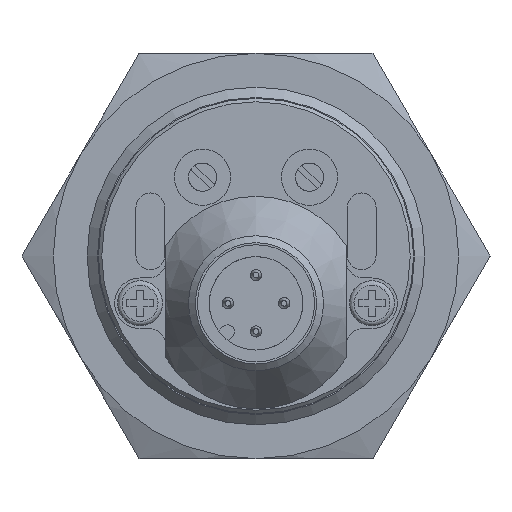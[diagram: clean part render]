
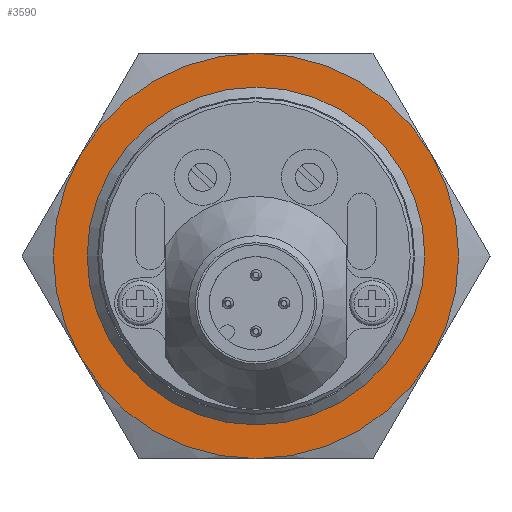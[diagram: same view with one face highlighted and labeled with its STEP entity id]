
A CAD part, left-side view. The second image highlights one B-rep face of the part: STEP entity #3590.
In plain terms, the highlighted face is planar.
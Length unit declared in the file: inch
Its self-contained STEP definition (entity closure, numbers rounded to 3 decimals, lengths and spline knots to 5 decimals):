
#26 = CARTESIAN_POINT ( 'NONE',  ( 0., 1.94882, -0.59055 ) ) ;
#198 = EDGE_LOOP ( 'NONE', ( #1363, #2704, #1193, #2139, #6624, #1260 ) ) ;
#331 = DIRECTION ( 'NONE',  ( -1., 0., 0. ) ) ;
#334 = AXIS2_PLACEMENT_3D ( 'NONE', #7022, #2219, #3792 ) ;
#617 = VERTEX_POINT ( 'NONE', #26 ) ;
#621 = CARTESIAN_POINT ( 'NONE',  ( -0.61372, 1.94882, 0.35433 ) ) ;
#957 = CIRCLE ( 'NONE', #1869, 0.70866 ) ;
#1036 = CARTESIAN_POINT ( 'NONE',  ( 0., 1.94882, 0. ) ) ;
#1073 = DIRECTION ( 'NONE',  ( -1., 0., 0. ) ) ;
#1193 = ORIENTED_EDGE ( 'NONE', *, *, #5708, .F. ) ;
#1243 = EDGE_LOOP ( 'NONE', ( #6465 ) ) ;
#1260 = ORIENTED_EDGE ( 'NONE', *, *, #2041, .F. ) ;
#1352 = DIRECTION ( 'NONE',  ( 0., 1., 0. ) ) ;
#1363 = ORIENTED_EDGE ( 'NONE', *, *, #4091, .F. ) ;
#1410 = VERTEX_POINT ( 'NONE', #3509 ) ;
#1599 = DIRECTION ( 'NONE',  ( 0., 1., 0. ) ) ;
#1869 = AXIS2_PLACEMENT_3D ( 'NONE', #2954, #4558, #4446 ) ;
#1885 = AXIS2_PLACEMENT_3D ( 'NONE', #1036, #4403, #4830 ) ;
#1897 = DIRECTION ( 'NONE',  ( 0., 1., 0. ) ) ;
#1949 = FACE_OUTER_BOUND ( 'NONE', #198, .T. ) ;
#2041 = EDGE_CURVE ( 'NONE', #5083, #1410, #5624, .T. ) ;
#2065 = DIRECTION ( 'NONE',  ( 0., 1., 0. ) ) ;
#2080 = PLANE ( 'NONE',  #4970 ) ;
#2101 = CIRCLE ( 'NONE', #4286, 0.70866 ) ;
#2139 = ORIENTED_EDGE ( 'NONE', *, *, #6352, .F. ) ;
#2219 = DIRECTION ( 'NONE',  ( 0., -1., 0. ) ) ;
#2376 = VERTEX_POINT ( 'NONE', #621 ) ;
#2459 = CARTESIAN_POINT ( 'NONE',  ( 0., 1.94882, 0. ) ) ;
#2525 = CARTESIAN_POINT ( 'NONE',  ( 0.61372, 1.94882, 0.35433 ) ) ;
#2704 = ORIENTED_EDGE ( 'NONE', *, *, #3999, .F. ) ;
#2888 = EDGE_CURVE ( 'NONE', #617, #617, #3901, .T. ) ;
#2954 = CARTESIAN_POINT ( 'NONE',  ( 0., 1.94882, 0. ) ) ;
#3091 = VERTEX_POINT ( 'NONE', #3678 ) ;
#3423 = CARTESIAN_POINT ( 'NONE',  ( 0., 1.94882, 0. ) ) ;
#3509 = CARTESIAN_POINT ( 'NONE',  ( 0., 1.94882, -0.70866 ) ) ;
#3590 = ADVANCED_FACE ( 'NONE', ( #1949, #3686 ), #2080, .F. ) ;
#3678 = CARTESIAN_POINT ( 'NONE',  ( 0., 1.94882, 0.70866 ) ) ;
#3686 = FACE_BOUND ( 'NONE', #1243, .T. ) ;
#3720 = CARTESIAN_POINT ( 'NONE',  ( 0.70866, 1.94882, 0. ) ) ;
#3792 = DIRECTION ( 'NONE',  ( 0., 0., -1. ) ) ;
#3901 = CIRCLE ( 'NONE', #334, 0.59055 ) ;
#3999 = EDGE_CURVE ( 'NONE', #3091, #4425, #957, .T. ) ;
#4091 = EDGE_CURVE ( 'NONE', #4425, #5083, #2101, .T. ) ;
#4279 = EDGE_CURVE ( 'NONE', #1410, #5744, #5208, .T. ) ;
#4286 = AXIS2_PLACEMENT_3D ( 'NONE', #3423, #1352, #331 ) ;
#4403 = DIRECTION ( 'NONE',  ( 0., 1., 0. ) ) ;
#4425 = VERTEX_POINT ( 'NONE', #2525 ) ;
#4446 = DIRECTION ( 'NONE',  ( 0., 0., 1. ) ) ;
#4558 = DIRECTION ( 'NONE',  ( 0., 1., 0. ) ) ;
#4700 = CARTESIAN_POINT ( 'NONE',  ( 0., 1.94882, 0. ) ) ;
#4730 = CARTESIAN_POINT ( 'NONE',  ( -0.61372, 1.94882, -0.35433 ) ) ;
#4748 = CIRCLE ( 'NONE', #6431, 0.70866 ) ;
#4830 = DIRECTION ( 'NONE',  ( 0., 0., 1. ) ) ;
#4911 = CARTESIAN_POINT ( 'NONE',  ( 0., 1.94882, 0. ) ) ;
#4970 = AXIS2_PLACEMENT_3D ( 'NONE', #3720, #5361, #6876 ) ;
#5083 = VERTEX_POINT ( 'NONE', #5728 ) ;
#5208 = CIRCLE ( 'NONE', #1885, 0.70866 ) ;
#5281 = AXIS2_PLACEMENT_3D ( 'NONE', #2459, #1897, #6753 ) ;
#5361 = DIRECTION ( 'NONE',  ( 0., 1., 0. ) ) ;
#5459 = AXIS2_PLACEMENT_3D ( 'NONE', #4700, #2065, #6857 ) ;
#5624 = CIRCLE ( 'NONE', #5281, 0.70866 ) ;
#5708 = EDGE_CURVE ( 'NONE', #2376, #3091, #6022, .T. ) ;
#5728 = CARTESIAN_POINT ( 'NONE',  ( 0.61372, 1.94882, -0.35433 ) ) ;
#5744 = VERTEX_POINT ( 'NONE', #4730 ) ;
#6022 = CIRCLE ( 'NONE', #5459, 0.70866 ) ;
#6352 = EDGE_CURVE ( 'NONE', #5744, #2376, #4748, .T. ) ;
#6431 = AXIS2_PLACEMENT_3D ( 'NONE', #4911, #1599, #1073 ) ;
#6465 = ORIENTED_EDGE ( 'NONE', *, *, #2888, .F. ) ;
#6624 = ORIENTED_EDGE ( 'NONE', *, *, #4279, .F. ) ;
#6753 = DIRECTION ( 'NONE',  ( 0., 0., 1. ) ) ;
#6857 = DIRECTION ( 'NONE',  ( 0., 0., 1. ) ) ;
#6876 = DIRECTION ( 'NONE',  ( 0., 0., 1. ) ) ;
#7022 = CARTESIAN_POINT ( 'NONE',  ( 0., 1.94882, 0. ) ) ;
